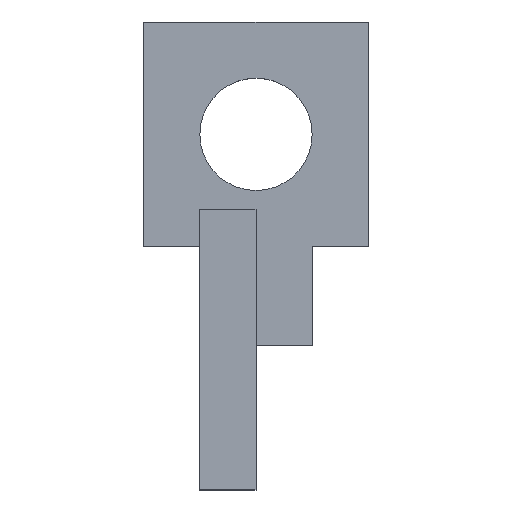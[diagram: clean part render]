
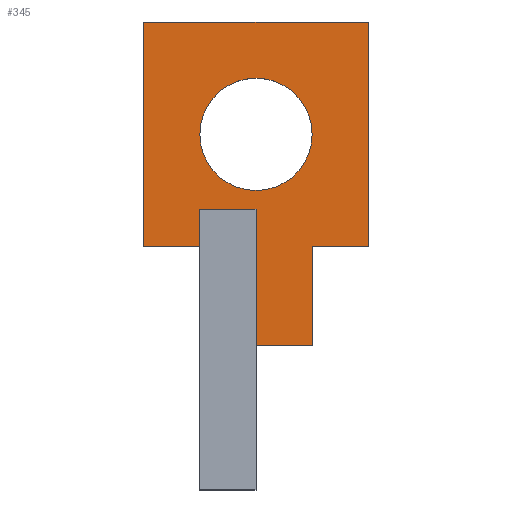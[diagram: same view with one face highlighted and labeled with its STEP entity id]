
A CAD part, top view. The second image highlights one B-rep face of the part: STEP entity #345.
In plain terms, the highlighted planar face has unit normal (0, 0, 1).
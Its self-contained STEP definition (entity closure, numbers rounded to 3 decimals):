
#17=FACE_BOUND('',#44,.T.);
#21=CIRCLE('',#378,3.);
#25=FACE_OUTER_BOUND('',#43,.T.);
#43=EDGE_LOOP('',(#233,#234,#235,#236,#237,#238,#239,#240,#241,#242));
#44=EDGE_LOOP('',(#243));
#65=LINE('',#493,#109);
#66=LINE('',#495,#110);
#67=LINE('',#497,#111);
#68=LINE('',#499,#112);
#69=LINE('',#501,#113);
#70=LINE('',#503,#114);
#71=LINE('',#505,#115);
#72=LINE('',#507,#116);
#73=LINE('',#509,#117);
#74=LINE('',#510,#118);
#109=VECTOR('',#403,3.);
#110=VECTOR('',#404,5.3);
#111=VECTOR('',#405,3.);
#112=VECTOR('',#406,12.);
#113=VECTOR('',#407,12.);
#114=VECTOR('',#408,12.);
#115=VECTOR('',#409,3.);
#116=VECTOR('',#410,2.);
#117=VECTOR('',#411,3.);
#118=VECTOR('',#412,7.3);
#153=VERTEX_POINT('',#491);
#154=VERTEX_POINT('',#492);
#155=VERTEX_POINT('',#494);
#156=VERTEX_POINT('',#496);
#157=VERTEX_POINT('',#498);
#158=VERTEX_POINT('',#500);
#159=VERTEX_POINT('',#502);
#160=VERTEX_POINT('',#504);
#161=VERTEX_POINT('',#506);
#162=VERTEX_POINT('',#508);
#163=VERTEX_POINT('',#511);
#185=EDGE_CURVE('',#153,#154,#65,.T.);
#186=EDGE_CURVE('',#155,#154,#66,.T.);
#187=EDGE_CURVE('',#155,#156,#67,.T.);
#188=EDGE_CURVE('',#156,#157,#68,.T.);
#189=EDGE_CURVE('',#157,#158,#69,.T.);
#190=EDGE_CURVE('',#158,#159,#70,.T.);
#191=EDGE_CURVE('',#159,#160,#71,.T.);
#192=EDGE_CURVE('',#160,#161,#72,.T.);
#193=EDGE_CURVE('',#162,#161,#73,.T.);
#194=EDGE_CURVE('',#153,#162,#74,.T.);
#195=EDGE_CURVE('',#163,#163,#21,.T.);
#233=ORIENTED_EDGE('',*,*,#185,.T.);
#234=ORIENTED_EDGE('',*,*,#186,.F.);
#235=ORIENTED_EDGE('',*,*,#187,.T.);
#236=ORIENTED_EDGE('',*,*,#188,.T.);
#237=ORIENTED_EDGE('',*,*,#189,.T.);
#238=ORIENTED_EDGE('',*,*,#190,.T.);
#239=ORIENTED_EDGE('',*,*,#191,.T.);
#240=ORIENTED_EDGE('',*,*,#192,.T.);
#241=ORIENTED_EDGE('',*,*,#193,.F.);
#242=ORIENTED_EDGE('',*,*,#194,.F.);
#243=ORIENTED_EDGE('',*,*,#195,.T.);
#329=PLANE('',#377);
#345=ADVANCED_FACE('',(#25,#17),#329,.T.);
#377=AXIS2_PLACEMENT_3D('',#490,#401,#402);
#378=AXIS2_PLACEMENT_3D('',#512,#413,#414);
#401=DIRECTION('center_axis',(0.,0.,1.));
#402=DIRECTION('ref_axis',(0.,-1.,0.));
#403=DIRECTION('',(1.,0.,0.));
#404=DIRECTION('',(0.,-1.,0.));
#405=DIRECTION('',(1.,0.,0.));
#406=DIRECTION('',(0.,1.,0.));
#407=DIRECTION('',(-1.,0.,0.));
#408=DIRECTION('',(0.,-1.,0.));
#409=DIRECTION('',(1.,0.,0.));
#410=DIRECTION('',(0.,1.,0.));
#411=DIRECTION('',(-1.,0.,0.));
#412=DIRECTION('',(0.,1.,0.));
#413=DIRECTION('center_axis',(0.,0.,-1.));
#414=DIRECTION('ref_axis',(1.,0.,0.));
#490=CARTESIAN_POINT('Origin',(3.,-3.,3.));
#491=CARTESIAN_POINT('',(3.,-14.3,3.));
#492=CARTESIAN_POINT('',(6.,-14.3,3.));
#493=CARTESIAN_POINT('',(3.,-14.3,3.));
#494=CARTESIAN_POINT('',(6.,-9.,3.));
#495=CARTESIAN_POINT('',(6.,-9.,3.));
#496=CARTESIAN_POINT('',(9.,-9.,3.));
#497=CARTESIAN_POINT('',(6.,-9.,3.));
#498=CARTESIAN_POINT('',(9.,3.,3.));
#499=CARTESIAN_POINT('',(9.,-9.,3.));
#500=CARTESIAN_POINT('',(-3.,3.,3.));
#501=CARTESIAN_POINT('',(9.,3.,3.));
#502=CARTESIAN_POINT('',(-3.,-9.,3.));
#503=CARTESIAN_POINT('',(-3.,3.,3.));
#504=CARTESIAN_POINT('',(0.,-9.,3.));
#505=CARTESIAN_POINT('',(-3.,-9.,3.));
#506=CARTESIAN_POINT('',(0.,-7.,3.));
#507=CARTESIAN_POINT('',(0.,-9.,3.));
#508=CARTESIAN_POINT('',(3.,-7.,3.));
#509=CARTESIAN_POINT('',(3.,-7.,3.));
#510=CARTESIAN_POINT('',(3.,-14.3,3.));
#511=CARTESIAN_POINT('',(6.,-3.,3.));
#512=CARTESIAN_POINT('Origin',(3.,-3.,3.));
